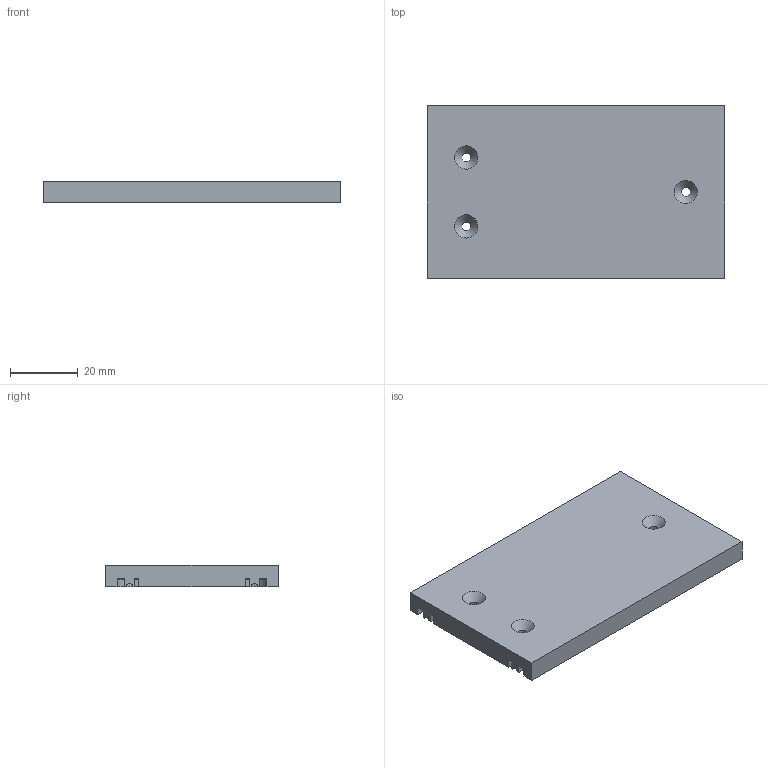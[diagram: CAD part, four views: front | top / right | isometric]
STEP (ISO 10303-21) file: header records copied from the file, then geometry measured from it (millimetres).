
FILE_DESCRIPTION(/* description */ ('Alibre Inc.'),/* implementation_level */ '2;1');
FILE_NAME(/* name */ 'export0',/* time_stamp */ '2015-08-03T10:32:39-04:00',/* author */ (''),/* organization */ (''),/* preprocessor_version */ 'ST-DEVELOPER v14',/* originating_system */ 'Alibre',/* authorisation */ '');
FILE_SCHEMA (('CONFIG_CONTROL_DESIGN'));
Length unit declared in the file: centimetre
Products named in the file (1): ID_1
Bounding box: 87.63 x 50.8 x 6.35 mm (x, y, z)
Volume: 25344.3 mm3; surface area: 12094.2 mm2
Topology: 1 solids, 1 shells, 462 faces, 1324 edges, 744 vertices
Faces by surface type: plane 166, cylinder 161, sphere 128, torus 4, cone 3
Full cylindrical faces by diameter (mm): 2.667 x3
Entity records: 13127 total; most frequent: ORIENTED_EDGE 2374, CARTESIAN_POINT 2360, DIRECTION 2186, EDGE_CURVE 1187, AXIS2_PLACEMENT_3D 867, VERTEX_POINT 741, CIRCLE 527, VECTOR 510
